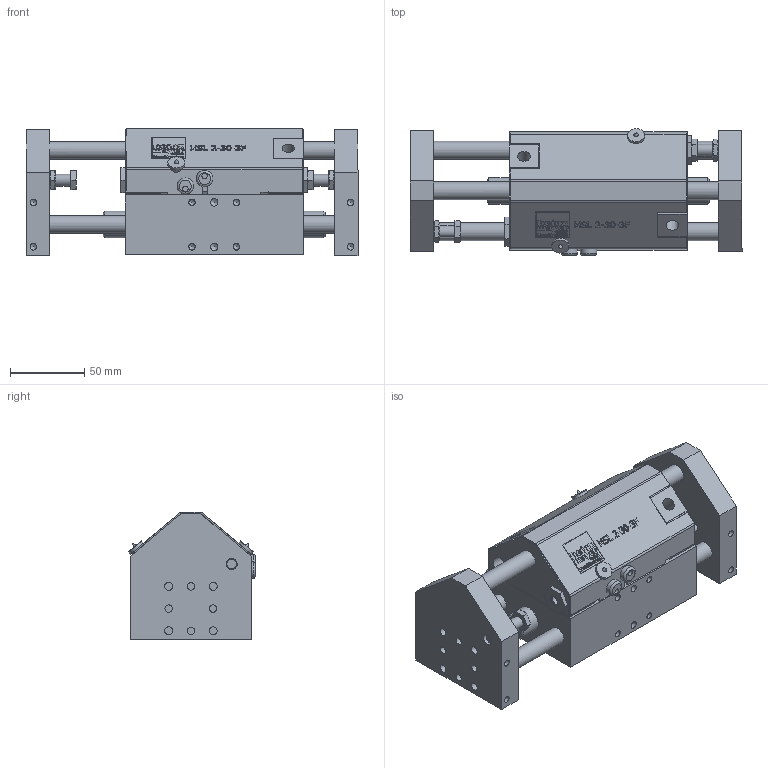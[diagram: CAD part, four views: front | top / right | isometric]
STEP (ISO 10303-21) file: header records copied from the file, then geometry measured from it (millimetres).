
FILE_DESCRIPTION((''),'2;1');
FILE_NAME('MSL2-30-3F.stp','2012-09-28T08:33:42',('hartung_david'),(''),'Autodesk Inventor 2012','Autodesk Inventor 2012','');
FILE_SCHEMA(('AUTOMOTIVE_DESIGN { 1 0 10303 214 1 1 1 1 }'));
Length unit declared in the file: millimetre
Products named in the file (3): MSL2-30-3F; MSL2-30-3F-010; MSL2-30-3F-020
Assembly tree (2 placements, depth 2):
  MSL2-30-3F
    MSL2-30-3F-010
    MSL2-30-3F-020
Bounding box: 224 x 85.51 x 86 mm (x, y, z)
Volume: 891602.6 mm3; surface area: 174507.4 mm2
Topology: 2 solids, 34 shells, 1178 faces, 3043 edges, 2015 vertices
Faces by surface type: plane 588, bspline 261, cylinder 211, cone 112, revolution 4, torus 2
Full cylindrical faces by diameter (mm): 2.459 x2, 3.242 x2, 3.7 x2, 4 x2, 4.134 x12, 4.459 x24, 5 x14, 5.5 x8, 6 x6, 6.5 x1, 6.917 x3, 7.459 x2, 8 x8, 8.5 x2, 8.566 x2, 8.8 x2, 9.5 x4, 10 x12, 10.8 x2, 11 x10, 11.4 x2, 11.5 x2, 12 x14, 12.05 x2, 12.376 x2, 13 x2, 15 x4, 18 x2, 29 x2, 29.4 x2
Entity records: 37168 total; most frequent: CARTESIAN_POINT 10247, ORIENTED_EDGE 5348, DIRECTION 4424, EDGE_CURVE 2674, VERTEX_POINT 1884, EDGE_LOOP 1606, VECTOR 1552, LINE 1552
